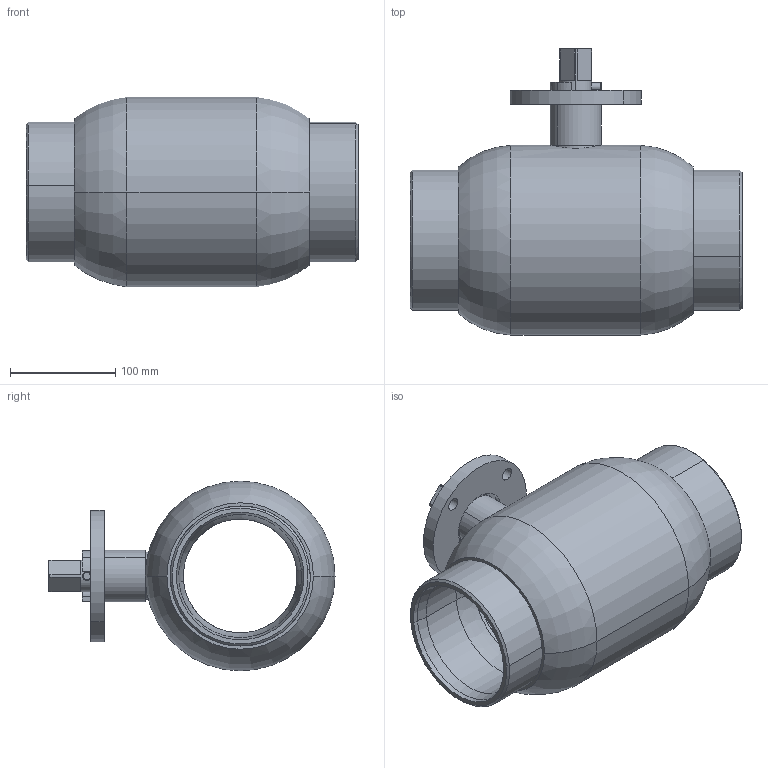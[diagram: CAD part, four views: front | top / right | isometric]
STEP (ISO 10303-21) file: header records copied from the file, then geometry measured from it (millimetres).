
FILE_DESCRIPTION (( 'STEP AP214' ), '1' );
FILE_NAME ('DN125法兰球阀PN25.STEP', '2024-03-31T03:32:21', ( '' ), ( '' ), 'SwSTEP 2.0', 'SolidWorks 2019', '' );
FILE_SCHEMA (( 'AUTOMOTIVE_DESIGN' ));
Length unit declared in the file: millimetre
Products named in the file (7): Q61F-125-3概裝; Q61F-125-4傻諉; DN125楊擘⑩概PN25; Q61F-125-1概极樓馱; Q61F-125-16詩种; 125-150攫; Q61F-125-5粣杶
Assembly tree (7 placements, depth 2):
  DN125楊擘⑩概PN25
    Q61F-125-1概极樓馱
    Q61F-125-5粣杶
    Q61F-125-3概裝
    Q61F-125-4傻諉  x2
    125-150攫
    Q61F-125-16詩种
Bounding box: 315 x 271.46 x 180 mm (x, y, z)
Volume: 1472833.6 mm3; surface area: 478623.3 mm2
Topology: 7 solids, 7 shells, 175 faces, 391 edges, 242 vertices
Faces by surface type: cylinder 83, plane 52, torus 22, cone 18
Entity records: 5292 total; most frequent: CARTESIAN_POINT 1143, DIRECTION 817, ORIENTED_EDGE 674, AXIS2_PLACEMENT_3D 340, EDGE_CURVE 337, VERTEX_POINT 212, CIRCLE 182, EDGE_LOOP 179
